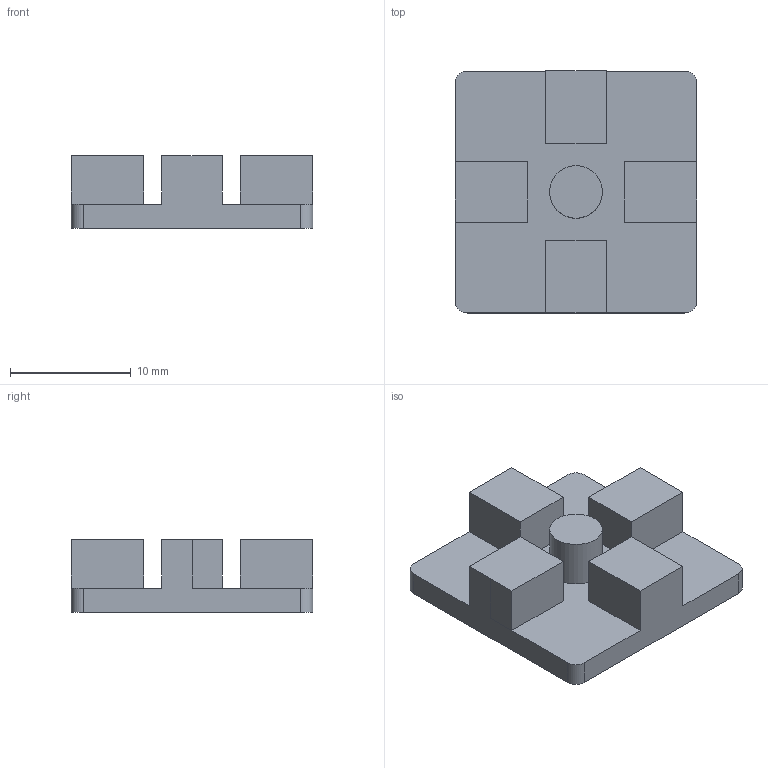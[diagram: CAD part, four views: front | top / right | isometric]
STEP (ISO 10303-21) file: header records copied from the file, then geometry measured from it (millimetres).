
FILE_DESCRIPTION(/* description */ (''),/* implementation_level */ '2;1');
FILE_NAME(/* name */ 'Endcap Aluminum Extrusion 2020.step',/* time_stamp */ '2025-11-18T11:08:14-05:00',/* author */ (''),/* organization */ (''),/* preprocessor_version */ 'ST-DEVELOPER v20.1',/* originating_system */ 'Autodesk Translation Framework v14.21.0.0',/* authorisation */ '');
FILE_SCHEMA (('AUTOMOTIVE_DESIGN { 1 0 10303 214 3 1 1 }'));
Length unit declared in the file: millimetre
Products named in the file (1): Endcap Aluminum Extrusion 2020
Bounding box: 20 x 20 x 6 mm (x, y, z)
Volume: 1337.7 mm3; surface area: 1361.5 mm2
Topology: 1 solids, 1 shells, 29 faces, 78 edges, 52 vertices
Faces by surface type: plane 24, cylinder 5
Full cylindrical faces by diameter (mm): 4.35 x1
Entity records: 935 total; most frequent: CARTESIAN_POINT 160, ORIENTED_EDGE 156, DIRECTION 148, EDGE_CURVE 78, LINE 68, VECTOR 68, VERTEX_POINT 52, AXIS2_PLACEMENT_3D 40
